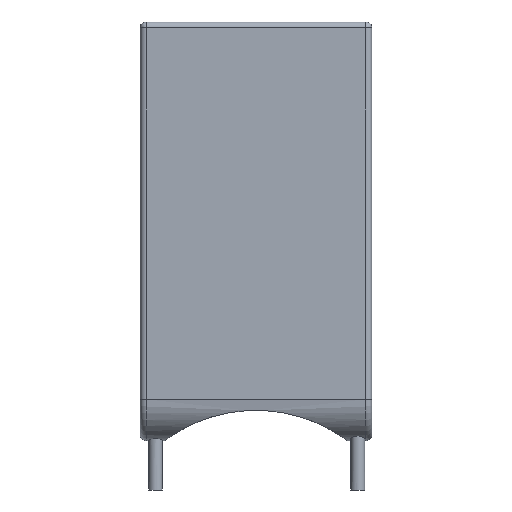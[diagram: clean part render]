
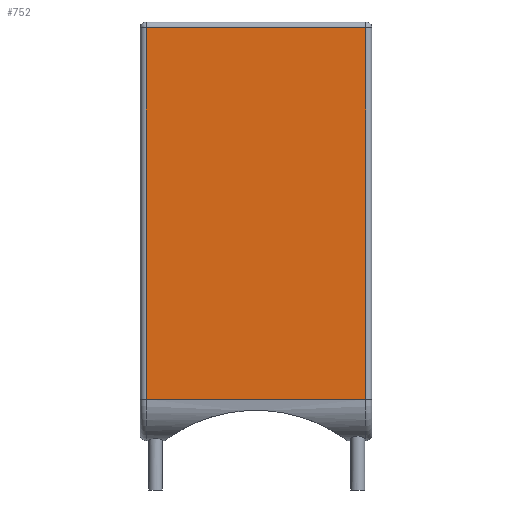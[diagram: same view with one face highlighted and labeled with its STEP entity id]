
A CAD part, left-side view. The second image highlights one B-rep face of the part: STEP entity #752.
In plain terms, the highlighted planar face has unit normal (-1, 0, 0).
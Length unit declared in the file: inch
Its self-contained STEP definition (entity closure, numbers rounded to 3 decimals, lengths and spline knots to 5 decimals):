
#37=PLANE('',#862);
#82=FACE_OUTER_BOUND('',#129,.T.);
#129=EDGE_LOOP('',(#603,#604,#605,#606));
#214=LINE('',#1384,#260);
#220=LINE('',#1477,#266);
#226=LINE('',#1496,#272);
#231=LINE('',#1516,#277);
#260=VECTOR('',#956,0.3937);
#266=VECTOR('',#1010,0.3937);
#272=VECTOR('',#1036,0.3937);
#277=VECTOR('',#1063,0.3937);
#314=VERTEX_POINT('',#1381);
#315=VERTEX_POINT('',#1383);
#323=VERTEX_POINT('',#1451);
#328=VERTEX_POINT('',#1466);
#388=EDGE_CURVE('',#314,#315,#214,.T.);
#411=EDGE_CURVE('',#315,#328,#220,.T.);
#422=EDGE_CURVE('',#328,#323,#226,.T.);
#433=EDGE_CURVE('',#323,#314,#231,.T.);
#603=ORIENTED_EDGE('',*,*,#433,.F.);
#604=ORIENTED_EDGE('',*,*,#422,.F.);
#605=ORIENTED_EDGE('',*,*,#411,.F.);
#606=ORIENTED_EDGE('',*,*,#388,.F.);
#752=ADVANCED_FACE('',(#82),#37,.T.);
#862=AXIS2_PLACEMENT_3D('',#1520,#1068,#1069);
#956=DIRECTION('',(0.,1.,0.));
#1010=DIRECTION('',(0.,0.,1.));
#1036=DIRECTION('',(0.,-1.,0.));
#1063=DIRECTION('',(0.,0.,-1.));
#1068=DIRECTION('center_axis',(-1.,0.,0.));
#1069=DIRECTION('ref_axis',(0.,1.,0.));
#1381=CARTESIAN_POINT('',(0.,0.03,-1.9135));
#1383=CARTESIAN_POINT('',(0.,1.145,-1.9135));
#1384=CARTESIAN_POINT('',(0.,0.29375,-1.9135));
#1451=CARTESIAN_POINT('',(0.,0.03,-0.03));
#1466=CARTESIAN_POINT('',(0.,1.145,-0.03));
#1477=CARTESIAN_POINT('',(0.,1.145,0.));
#1496=CARTESIAN_POINT('',(0.,0.29375,-0.03));
#1516=CARTESIAN_POINT('',(0.,0.03,0.));
#1520=CARTESIAN_POINT('Origin',(0.,0.,0.));
